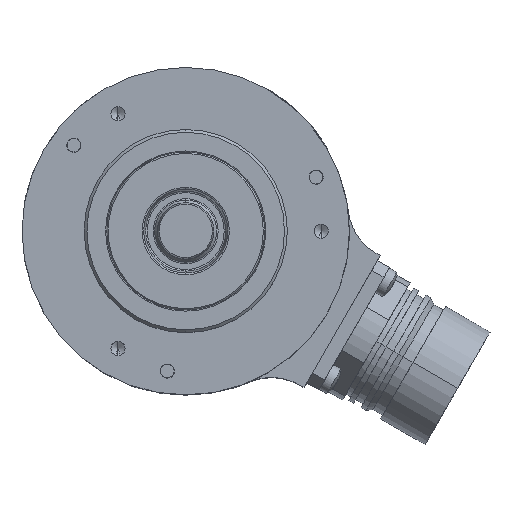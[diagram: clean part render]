
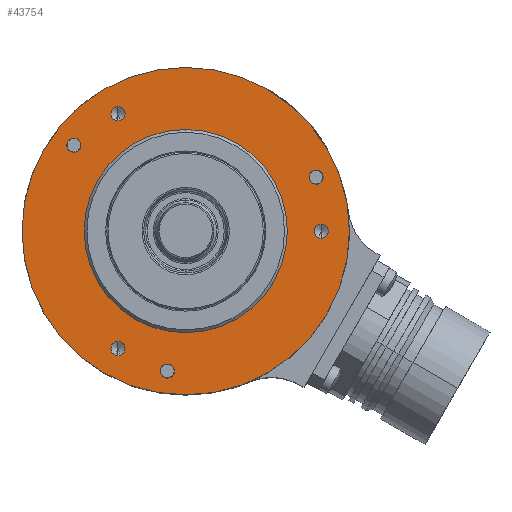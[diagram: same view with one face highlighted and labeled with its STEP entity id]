
A CAD part, top view. The second image highlights one B-rep face of the part: STEP entity #43754.
In plain terms, the highlighted planar face has unit normal (0, 0, 1).
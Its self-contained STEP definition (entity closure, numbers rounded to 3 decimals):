
#16251=CARTESIAN_POINT('',(0.,0.,17.));
#16252=DIRECTION('',(0.,0.,1.));
#16253=DIRECTION('',(1.,0.,0.));
#16254=AXIS2_PLACEMENT_3D('',#16251,#16252,#16253);
#16256=CARTESIAN_POINT('',(0.,0.,17.));
#16257=DIRECTION('',(0.,0.,1.));
#16258=DIRECTION('',(-1.,0.,0.));
#16259=AXIS2_PLACEMENT_3D('',#16256,#16257,#16258);
#16261=CARTESIAN_POINT('',(-19.834,15.219,17.));
#16262=DIRECTION('',(0.,0.,-1.));
#16263=DIRECTION('',(-0.793,0.609,0.));
#16264=AXIS2_PLACEMENT_3D('',#16261,#16262,#16263);
#16266=CARTESIAN_POINT('',(-19.834,15.219,17.));
#16267=DIRECTION('',(0.,0.,-1.));
#16268=DIRECTION('',(0.793,-0.609,0.));
#16269=AXIS2_PLACEMENT_3D('',#16266,#16267,#16268);
#16271=CARTESIAN_POINT('',(-3.263,-24.786,17.));
#16272=DIRECTION('',(0.,0.,-1.));
#16273=DIRECTION('',(-0.131,-0.991,0.));
#16274=AXIS2_PLACEMENT_3D('',#16271,#16272,#16273);
#16276=CARTESIAN_POINT('',(-3.263,-24.786,17.));
#16277=DIRECTION('',(0.,0.,-1.));
#16278=DIRECTION('',(0.131,0.991,0.));
#16279=AXIS2_PLACEMENT_3D('',#16276,#16277,#16278);
#16281=CARTESIAN_POINT('',(23.097,9.567,17.));
#16282=DIRECTION('',(0.,0.,-1.));
#16283=DIRECTION('',(0.924,0.383,0.));
#16284=AXIS2_PLACEMENT_3D('',#16281,#16282,#16283);
#16286=CARTESIAN_POINT('',(23.097,9.567,17.));
#16287=DIRECTION('',(0.,0.,-1.));
#16288=DIRECTION('',(-0.924,-0.383,0.));
#16289=AXIS2_PLACEMENT_3D('',#16286,#16287,#16288);
#16291=CARTESIAN_POINT('',(-12.,-20.785,17.));
#16292=DIRECTION('',(0.,0.,1.));
#16293=DIRECTION('',(0.,-1.,0.));
#16294=AXIS2_PLACEMENT_3D('',#16291,#16292,#16293);
#16296=CARTESIAN_POINT('',(-12.,-20.785,17.));
#16297=DIRECTION('',(0.,0.,1.));
#16298=DIRECTION('',(0.,1.,0.));
#16299=AXIS2_PLACEMENT_3D('',#16296,#16297,#16298);
#16301=CARTESIAN_POINT('',(-12.,20.785,17.));
#16302=DIRECTION('',(0.,0.,1.));
#16303=DIRECTION('',(0.,-1.,0.));
#16304=AXIS2_PLACEMENT_3D('',#16301,#16302,#16303);
#16306=CARTESIAN_POINT('',(-12.,20.785,17.));
#16307=DIRECTION('',(0.,0.,1.));
#16308=DIRECTION('',(0.,1.,0.));
#16309=AXIS2_PLACEMENT_3D('',#16306,#16307,#16308);
#16311=CARTESIAN_POINT('',(24.,0.,17.));
#16312=DIRECTION('',(0.,0.,1.));
#16313=DIRECTION('',(0.,-1.,0.));
#16314=AXIS2_PLACEMENT_3D('',#16311,#16312,#16313);
#16316=CARTESIAN_POINT('',(24.,0.,17.));
#16317=DIRECTION('',(0.,0.,1.));
#16318=DIRECTION('',(0.,1.,0.));
#16319=AXIS2_PLACEMENT_3D('',#16316,#16317,#16318);
#16325=CARTESIAN_POINT('',(0.,0.,17.));
#16326=DIRECTION('',(0.,0.,1.));
#16327=DIRECTION('',(0.,1.,0.));
#16328=AXIS2_PLACEMENT_3D('',#16325,#16326,#16327);
#16362=CARTESIAN_POINT('',(0.,0.,17.));
#16363=DIRECTION('',(0.,0.,-1.));
#16364=DIRECTION('',(0.,1.,0.));
#16365=AXIS2_PLACEMENT_3D('',#16362,#16363,#16364);
#23862=CARTESIAN_POINT('',(0.,18.,17.));
#23863=CARTESIAN_POINT('',(0.,-18.,17.));
#23864=VERTEX_POINT('',#23862);
#23865=VERTEX_POINT('',#23863);
#23866=CARTESIAN_POINT('',(29.,0.,17.));
#23867=CARTESIAN_POINT('',(-29.,0.,17.));
#23868=VERTEX_POINT('',#23866);
#23869=VERTEX_POINT('',#23867);
#23870=CARTESIAN_POINT('',(-20.826,15.98,17.));
#23871=CARTESIAN_POINT('',(-18.842,14.458,17.));
#23872=VERTEX_POINT('',#23870);
#23873=VERTEX_POINT('',#23871);
#23874=CARTESIAN_POINT('',(-3.426,-26.025,17.));
#23875=CARTESIAN_POINT('',(-3.1,-23.547,17.));
#23876=VERTEX_POINT('',#23874);
#23877=VERTEX_POINT('',#23875);
#23878=CARTESIAN_POINT('',(24.252,10.045,17.));
#23879=CARTESIAN_POINT('',(21.942,9.089,17.));
#23880=VERTEX_POINT('',#23878);
#23881=VERTEX_POINT('',#23879);
#23888=CARTESIAN_POINT('',(-12.,-22.035,17.));
#23889=CARTESIAN_POINT('',(-12.,-19.535,17.));
#23890=VERTEX_POINT('',#23888);
#23891=VERTEX_POINT('',#23889);
#23898=CARTESIAN_POINT('',(-12.,19.535,17.));
#23899=CARTESIAN_POINT('',(-12.,22.035,17.));
#23900=VERTEX_POINT('',#23898);
#23901=VERTEX_POINT('',#23899);
#23908=CARTESIAN_POINT('',(24.,-1.25,17.));
#23909=CARTESIAN_POINT('',(24.,1.25,17.));
#23910=VERTEX_POINT('',#23908);
#23911=VERTEX_POINT('',#23909);
#43703=CARTESIAN_POINT('',(0.,0.,17.));
#43704=DIRECTION('',(0.,0.,-1.));
#43705=DIRECTION('',(0.,1.,0.));
#43706=AXIS2_PLACEMENT_3D('',#43703,#43704,#43705);
#43707=PLANE('',#43706);
#43708=ORIENTED_EDGE('',*,*,#29535,.F.);
#43709=ORIENTED_EDGE('',*,*,#29472,.F.);
#43710=EDGE_LOOP('',(#43708,#43709));
#43711=FACE_OUTER_BOUND('',#43710,.F.);
#43713=ORIENTED_EDGE('',*,*,#43712,.T.);
#43715=ORIENTED_EDGE('',*,*,#43714,.F.);
#43716=EDGE_LOOP('',(#43713,#43715));
#43717=FACE_BOUND('',#43716,.F.);
#43719=ORIENTED_EDGE('',*,*,#43718,.F.);
#43721=ORIENTED_EDGE('',*,*,#43720,.F.);
#43722=EDGE_LOOP('',(#43719,#43721));
#43723=FACE_BOUND('',#43722,.F.);
#43725=ORIENTED_EDGE('',*,*,#43724,.F.);
#43727=ORIENTED_EDGE('',*,*,#43726,.F.);
#43728=EDGE_LOOP('',(#43725,#43727));
#43729=FACE_BOUND('',#43728,.F.);
#43731=ORIENTED_EDGE('',*,*,#43730,.F.);
#43733=ORIENTED_EDGE('',*,*,#43732,.F.);
#43734=EDGE_LOOP('',(#43731,#43733));
#43735=FACE_BOUND('',#43734,.F.);
#43737=ORIENTED_EDGE('',*,*,#43736,.T.);
#43739=ORIENTED_EDGE('',*,*,#43738,.T.);
#43740=EDGE_LOOP('',(#43737,#43739));
#43741=FACE_BOUND('',#43740,.F.);
#43743=ORIENTED_EDGE('',*,*,#43742,.T.);
#43745=ORIENTED_EDGE('',*,*,#43744,.T.);
#43746=EDGE_LOOP('',(#43743,#43745));
#43747=FACE_BOUND('',#43746,.F.);
#43749=ORIENTED_EDGE('',*,*,#43748,.T.);
#43751=ORIENTED_EDGE('',*,*,#43750,.T.);
#43752=EDGE_LOOP('',(#43749,#43751));
#43753=FACE_BOUND('',#43752,.F.);
#16255=CIRCLE('',#16254,29.);
#16260=CIRCLE('',#16259,29.);
#16265=CIRCLE('',#16264,1.25);
#16270=CIRCLE('',#16269,1.25);
#16275=CIRCLE('',#16274,1.25);
#16280=CIRCLE('',#16279,1.25);
#16285=CIRCLE('',#16284,1.25);
#16290=CIRCLE('',#16289,1.25);
#16295=CIRCLE('',#16294,1.25);
#16300=CIRCLE('',#16299,1.25);
#16305=CIRCLE('',#16304,1.25);
#16310=CIRCLE('',#16309,1.25);
#16315=CIRCLE('',#16314,1.25);
#16320=CIRCLE('',#16319,1.25);
#16329=CIRCLE('',#16328,18.);
#16366=CIRCLE('',#16365,18.);
#29472=EDGE_CURVE('',#23869,#23868,#16260,.T.);
#29535=EDGE_CURVE('',#23868,#23869,#16255,.T.);
#43712=EDGE_CURVE('',#23864,#23865,#16329,.T.);
#43714=EDGE_CURVE('',#23864,#23865,#16366,.T.);
#43718=EDGE_CURVE('',#23872,#23873,#16265,.T.);
#43720=EDGE_CURVE('',#23873,#23872,#16270,.T.);
#43724=EDGE_CURVE('',#23876,#23877,#16275,.T.);
#43726=EDGE_CURVE('',#23877,#23876,#16280,.T.);
#43730=EDGE_CURVE('',#23880,#23881,#16285,.T.);
#43732=EDGE_CURVE('',#23881,#23880,#16290,.T.);
#43736=EDGE_CURVE('',#23890,#23891,#16295,.T.);
#43738=EDGE_CURVE('',#23891,#23890,#16300,.T.);
#43742=EDGE_CURVE('',#23900,#23901,#16305,.T.);
#43744=EDGE_CURVE('',#23901,#23900,#16310,.T.);
#43748=EDGE_CURVE('',#23910,#23911,#16315,.T.);
#43750=EDGE_CURVE('',#23911,#23910,#16320,.T.);
#43754=ADVANCED_FACE('',(#43711,#43717,#43723,#43729,#43735,#43741,#43747,
#43753),#43707,.F.);
